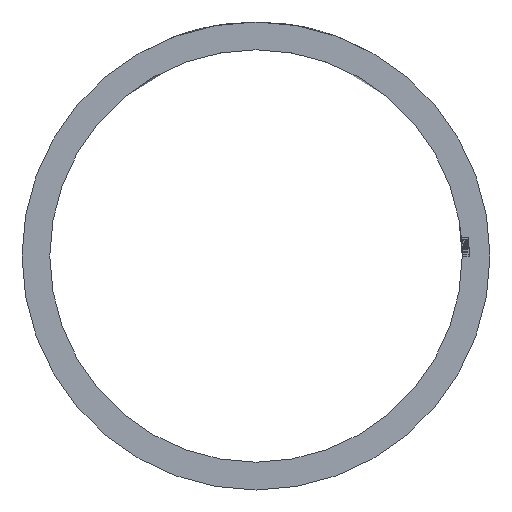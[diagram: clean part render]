
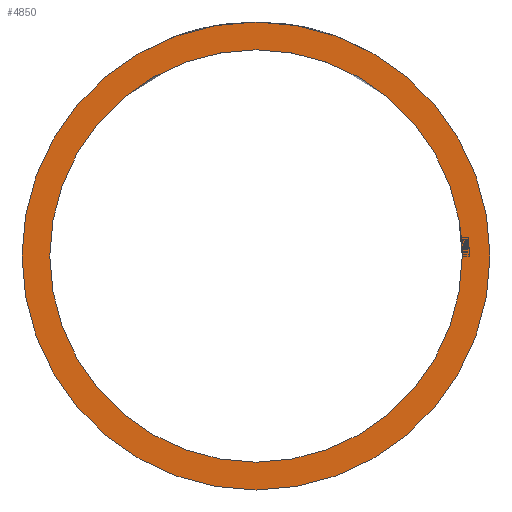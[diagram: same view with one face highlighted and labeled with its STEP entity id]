
A CAD part, front view. The second image highlights one B-rep face of the part: STEP entity #4850.
In plain terms, the highlighted planar face has unit normal (0, -1, 0).
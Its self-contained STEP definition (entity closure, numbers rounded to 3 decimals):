
#755 = FACE_BOUND ( 'NONE', #10387, .T. ) ;
#809 = AXIS2_PLACEMENT_3D ( 'NONE', #6336, #4050, #5216 ) ;
#901 = AXIS2_PLACEMENT_3D ( 'NONE', #1169, #4704, #12356 ) ;
#1169 = CARTESIAN_POINT ( 'NONE',  ( 0., 0., 0. ) ) ;
#1839 = ORIENTED_EDGE ( 'NONE', *, *, #9658, .T. ) ;
#1876 = CARTESIAN_POINT ( 'NONE',  ( 0., 0., 0. ) ) ;
#2539 = CARTESIAN_POINT ( 'NONE',  ( 0., 0., 16.85 ) ) ;
#4050 = DIRECTION ( 'NONE',  ( 0., 1., 0. ) ) ;
#4439 = DIRECTION ( 'NONE',  ( 0., 1., 0. ) ) ;
#4704 = DIRECTION ( 'NONE',  ( 0., 1., 0. ) ) ;
#4850 = ADVANCED_FACE ( 'NONE', ( #11876, #755 ), #9995, .F. ) ;
#4865 = EDGE_CURVE ( 'NONE', #6413, #6413, #8397, .T. ) ;
#5216 = DIRECTION ( 'NONE',  ( 0., 0., 1. ) ) ;
#5830 = ORIENTED_EDGE ( 'NONE', *, *, #4865, .F. ) ;
#6311 = CIRCLE ( 'NONE', #901, 14.85 ) ;
#6336 = CARTESIAN_POINT ( 'NONE',  ( 0., 0., 0. ) ) ;
#6413 = VERTEX_POINT ( 'NONE', #2539 ) ;
#6937 = EDGE_LOOP ( 'NONE', ( #5830 ) ) ;
#8397 = CIRCLE ( 'NONE', #809, 16.85 ) ;
#9658 = EDGE_CURVE ( 'NONE', #14091, #14091, #6311, .T. ) ;
#9995 = PLANE ( 'NONE',  #11506 ) ;
#10387 = EDGE_LOOP ( 'NONE', ( #1839 ) ) ;
#11506 = AXIS2_PLACEMENT_3D ( 'NONE', #1876, #4439, #11990 ) ;
#11876 = FACE_OUTER_BOUND ( 'NONE', #6937, .T. ) ;
#11990 = DIRECTION ( 'NONE',  ( 0., 0., 1. ) ) ;
#12356 = DIRECTION ( 'NONE',  ( 0., 0., 1. ) ) ;
#12466 = CARTESIAN_POINT ( 'NONE',  ( 0., 0., 14.85 ) ) ;
#14091 = VERTEX_POINT ( 'NONE', #12466 ) ;
